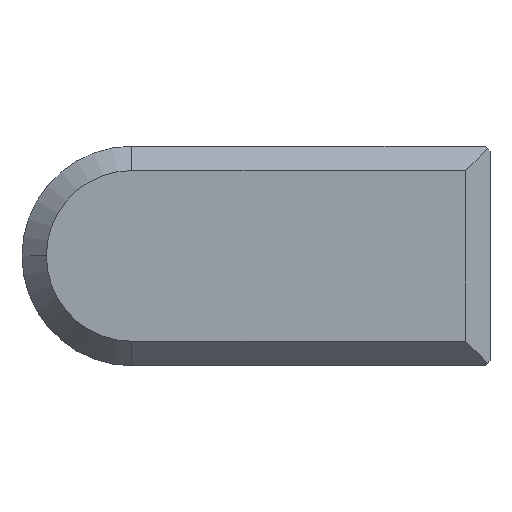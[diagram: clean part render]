
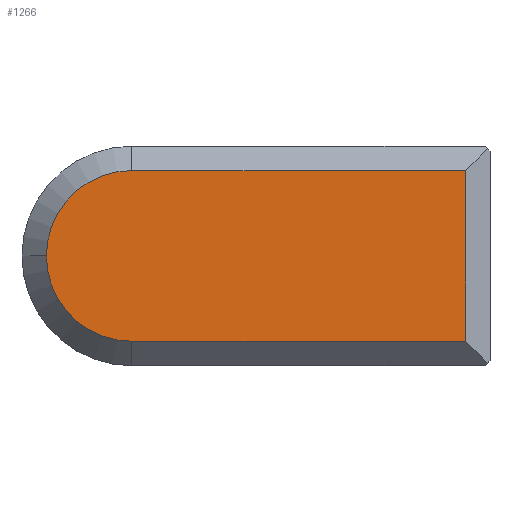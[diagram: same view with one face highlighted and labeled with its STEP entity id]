
A CAD part, top view. The second image highlights one B-rep face of the part: STEP entity #1266.
In plain terms, the highlighted planar face has unit normal (0, 0, 1).
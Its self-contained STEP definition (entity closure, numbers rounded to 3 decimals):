
#11 = ORIENTED_EDGE ( 'NONE', *, *, #792, .T. ) ;
#37 = VERTEX_POINT ( 'NONE', #1226 ) ;
#80 = DIRECTION ( 'NONE',  ( 1., 0., 0. ) ) ;
#98 = FACE_OUTER_BOUND ( 'NONE', #508, .T. ) ;
#104 = ORIENTED_EDGE ( 'NONE', *, *, #512, .T. ) ;
#140 = LINE ( 'NONE', #738, #524 ) ;
#143 = VECTOR ( 'NONE', #560, 1000. ) ;
#217 = AXIS2_PLACEMENT_3D ( 'NONE', #1240, #539, #851 ) ;
#228 = VERTEX_POINT ( 'NONE', #681 ) ;
#259 = ORIENTED_EDGE ( 'NONE', *, *, #356, .T. ) ;
#300 = AXIS2_PLACEMENT_3D ( 'NONE', #920, #830, #1021 ) ;
#331 = CARTESIAN_POINT ( 'NONE',  ( -36.75, -17.5, 17.5 ) ) ;
#335 = CARTESIAN_POINT ( 'NONE',  ( 0., 17.5, 17.5 ) ) ;
#356 = EDGE_CURVE ( 'NONE', #889, #1046, #923, .T. ) ;
#374 = CARTESIAN_POINT ( 'NONE',  ( -36.75, 0., 17.5 ) ) ;
#496 = CARTESIAN_POINT ( 'NONE',  ( 31.75, 17.5, 17.5 ) ) ;
#508 = EDGE_LOOP ( 'NONE', ( #104, #11, #899, #929, #259 ) ) ;
#512 = EDGE_CURVE ( 'NONE', #1046, #37, #883, .T. ) ;
#524 = VECTOR ( 'NONE', #1255, 1000. ) ;
#539 = DIRECTION ( 'NONE',  ( 0., 0., 1. ) ) ;
#551 = EDGE_CURVE ( 'NONE', #1017, #228, #140, .T. ) ;
#560 = DIRECTION ( 'NONE',  ( 0., 1., 0. ) ) ;
#634 = PLANE ( 'NONE',  #300 ) ;
#681 = CARTESIAN_POINT ( 'NONE',  ( 31.75, -17.5, 17.5 ) ) ;
#738 = CARTESIAN_POINT ( 'NONE',  ( 36.75, -17.5, 17.5 ) ) ;
#741 = EDGE_CURVE ( 'NONE', #228, #889, #756, .T. ) ;
#756 = LINE ( 'NONE', #1175, #143 ) ;
#792 = EDGE_CURVE ( 'NONE', #37, #1017, #1148, .T. ) ;
#804 = DIRECTION ( 'NONE',  ( -1., 0., 0. ) ) ;
#830 = DIRECTION ( 'NONE',  ( 0., 0., 1. ) ) ;
#851 = DIRECTION ( 'NONE',  ( 1., 0., 0. ) ) ;
#862 = CARTESIAN_POINT ( 'NONE',  ( -36.75, 17.5, 17.5 ) ) ;
#873 = AXIS2_PLACEMENT_3D ( 'NONE', #374, #1259, #80 ) ;
#883 = CIRCLE ( 'NONE', #217, 17.5 ) ;
#889 = VERTEX_POINT ( 'NONE', #496 ) ;
#899 = ORIENTED_EDGE ( 'NONE', *, *, #551, .T. ) ;
#920 = CARTESIAN_POINT ( 'NONE',  ( 0., 0., 17.5 ) ) ;
#923 = LINE ( 'NONE', #335, #949 ) ;
#929 = ORIENTED_EDGE ( 'NONE', *, *, #741, .T. ) ;
#949 = VECTOR ( 'NONE', #804, 1000. ) ;
#1017 = VERTEX_POINT ( 'NONE', #331 ) ;
#1021 = DIRECTION ( 'NONE',  ( 1., 0., 0. ) ) ;
#1046 = VERTEX_POINT ( 'NONE', #862 ) ;
#1148 = CIRCLE ( 'NONE', #873, 17.5 ) ;
#1175 = CARTESIAN_POINT ( 'NONE',  ( 31.75, 0., 17.5 ) ) ;
#1226 = CARTESIAN_POINT ( 'NONE',  ( -54.25, 0., 17.5 ) ) ;
#1240 = CARTESIAN_POINT ( 'NONE',  ( -36.75, 0., 17.5 ) ) ;
#1255 = DIRECTION ( 'NONE',  ( 1., 0., 0. ) ) ;
#1259 = DIRECTION ( 'NONE',  ( 0., 0., 1. ) ) ;
#1266 = ADVANCED_FACE ( 'NONE', ( #98 ), #634, .T. ) ;
